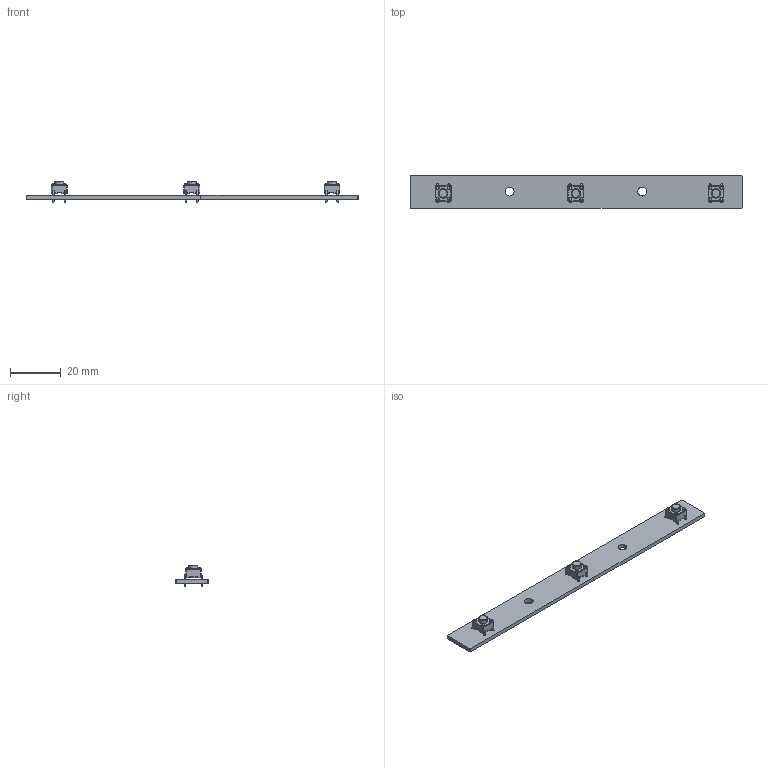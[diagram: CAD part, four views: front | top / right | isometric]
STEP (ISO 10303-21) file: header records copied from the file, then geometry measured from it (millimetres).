
FILE_DESCRIPTION(('Open CASCADE Model'),'2;1');
FILE_NAME('Open CASCADE Shape Model','2019-12-11T18:17:33',('Author'),( 'Open CASCADE'),'Open CASCADE STEP processor 6.8','Open CASCADE 6.8' ,'Unknown');
FILE_SCHEMA(('AUTOMOTIVE_DESIGN { 1 0 10303 214 1 1 1 1 }'));
Length unit declared in the file: millimetre
Products named in the file (6): PCB; Board; T3; Chave_Tactil; T2; T1
Assembly tree (7 placements, depth 3):
  PCB
    Board
    T3
      Chave_Tactil
    T2
      Chave_Tactil
    T1
      Chave_Tactil
Bounding box: 130.25 x 12.75 x 8.5 mm (x, y, z)
Volume: 3025.6 mm3; surface area: 4529.8 mm2
Topology: 4 solids, 16 shells, 841 faces, 2205 edges, 1414 vertices
Faces by surface type: cylinder 396, plane 391, bspline 54
Full cylindrical faces by diameter (mm): 0.9 x12, 3.5 x2
Entity records: 11492 total; most frequent: CARTESIAN_POINT 2108, DIRECTION 1625, ORIENTED_EDGE 1562, EDGE_CURVE 781, AXIS2_PLACEMENT_3D 585, VERTEX_POINT 502, LINE 455, VECTOR 455
